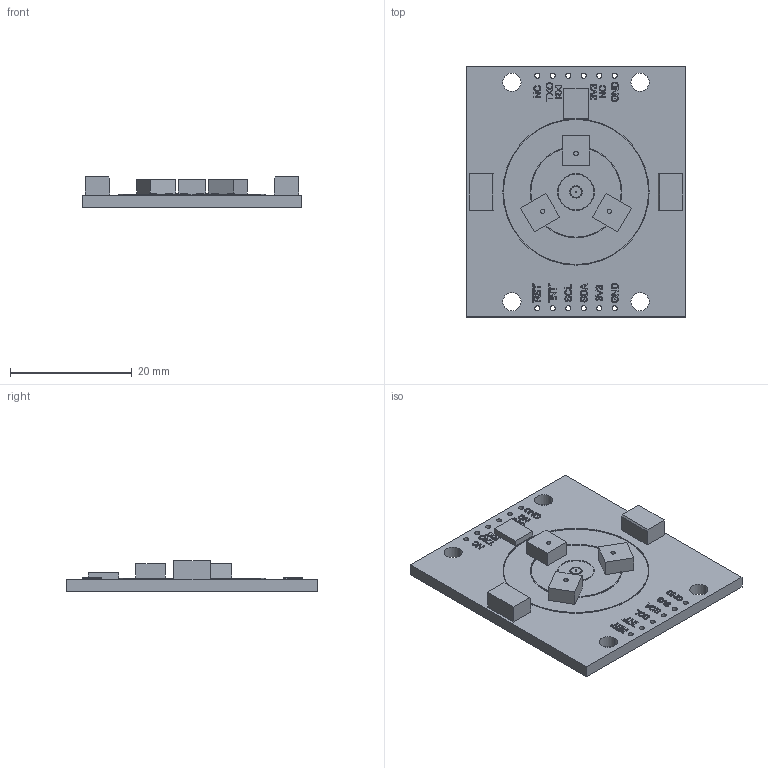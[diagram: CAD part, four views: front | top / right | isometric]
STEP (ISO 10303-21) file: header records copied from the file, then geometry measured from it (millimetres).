
FILE_DESCRIPTION(/* description */ ('VariCAD 2022-1.06 AP-214'),/* implementation_level */ '2;1');
FILE_NAME(/* name */ 'spektrometr.stp',/* time_stamp */ '2022-04-25T18:39:48+01:00',/* author */ (''),/* organization */ (''),/* preprocessor_version */ 'VariCAD 2022-1.06',/* originating_system */ 'VariCAD 2022-1.06; kernel version (20180118)',/* authorisation */ '');
FILE_SCHEMA(('AUTOMOTIVE_DESIGN'));
Length unit declared in the file: millimetre
Products named in the file (49): spektrometr
Assembly tree (48 placements, depth 2):
  spektrometr
    (unnamed)
    (unnamed)
    (unnamed)
    (unnamed)
    (unnamed)
    (unnamed)
    (unnamed)
    (unnamed)
    (unnamed)
    (unnamed)
    (unnamed)
    (unnamed)
    (unnamed)
    (unnamed)
    (unnamed)
    (unnamed)
    (unnamed)
    (unnamed)
    (unnamed)
    (unnamed)
    (unnamed)
    (unnamed)
    (unnamed)
    (unnamed)
    (unnamed)
    (unnamed)
    (unnamed)
    (unnamed)
    (unnamed)
    (unnamed)
    (unnamed)
    (unnamed)
    (unnamed)
    (unnamed)
    (unnamed)
    (unnamed)
    (unnamed)
    (unnamed)
    (unnamed)
    (unnamed)
    (unnamed)
    (unnamed)
    (unnamed)
    (unnamed)
    (unnamed)
    (unnamed)
    (unnamed)
    (unnamed)
Bounding box: 36 x 41 x 5 mm (x, y, z)
Volume: 3209.6 mm3; surface area: 3980.4 mm2
Topology: 48 solids, 48 shells, 494 faces, 1185 edges, 790 vertices
Faces by surface type: plane 350, extrusion 86, cylinder 58
Entity records: 21489 total; most frequent: CARTESIAN_POINT 8659, ORIENTED_EDGE 2370, DIRECTION 2188, EDGE_CURVE 1185, VECTOR 850, VERTEX_POINT 790, LINE 764, AXIS2_PLACEMENT_3D 669
